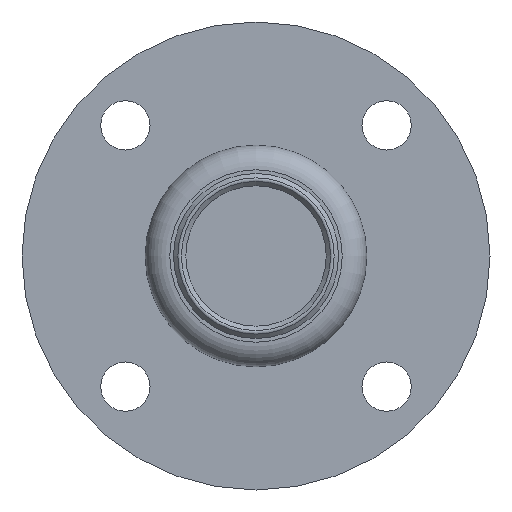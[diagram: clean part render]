
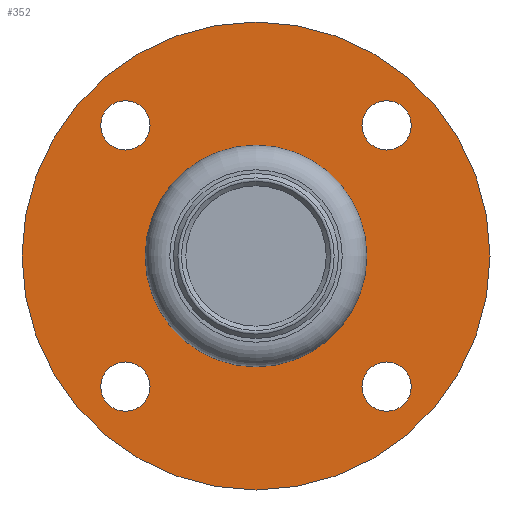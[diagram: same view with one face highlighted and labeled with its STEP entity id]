
A CAD part, front view. The second image highlights one B-rep face of the part: STEP entity #352.
In plain terms, the highlighted planar face has unit normal (0, -1, 0).
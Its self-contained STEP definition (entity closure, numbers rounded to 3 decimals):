
#227=CARTESIAN_POINT('',(-19.937,0.,8.386));
#228=DIRECTION('',(0.,1.,0.));
#229=DIRECTION('',(0.,0.,1.));
#230=AXIS2_PLACEMENT_3D('',#227,#228,#229);
#231=PLANE('',#230);
#232=CARTESIAN_POINT('',(-25.241,0.,4.083));
#233=VERTEX_POINT('',#232);
#234=CARTESIAN_POINT('',(-25.241,0.,2.083));
#235=VERTEX_POINT('',#234);
#236=CARTESIAN_POINT('',(-25.241,0.,3.083));
#237=DIRECTION('',(0.,1.,0.));
#238=DIRECTION('',(0.,-0.,1.));
#239=AXIS2_PLACEMENT_3D('',#236,#237,#238);
#240=CIRCLE('',#239,1.);
#241=EDGE_CURVE('',#233,#235,#240,.T.);
#242=ORIENTED_EDGE('',*,*,#241,.T.);
#243=CARTESIAN_POINT('',(-25.241,0.,3.083));
#244=DIRECTION('',(0.,1.,0.));
#245=DIRECTION('',(0.,-0.,1.));
#246=AXIS2_PLACEMENT_3D('',#243,#244,#245);
#247=CIRCLE('',#246,1.);
#248=EDGE_CURVE('',#235,#233,#247,.T.);
#249=ORIENTED_EDGE('',*,*,#248,.T.);
#250=EDGE_LOOP('',(#242,#249));
#251=FACE_BOUND('',#250,.T.);
#252=CARTESIAN_POINT('',(-14.634,0.,14.689));
#253=VERTEX_POINT('',#252);
#254=CARTESIAN_POINT('',(-14.634,0.,12.689));
#255=VERTEX_POINT('',#254);
#256=CARTESIAN_POINT('',(-14.634,0.,13.689));
#257=DIRECTION('',(0.,1.,0.));
#258=DIRECTION('',(0.,-0.,1.));
#259=AXIS2_PLACEMENT_3D('',#256,#257,#258);
#260=CIRCLE('',#259,1.);
#261=EDGE_CURVE('',#253,#255,#260,.T.);
#262=ORIENTED_EDGE('',*,*,#261,.T.);
#263=CARTESIAN_POINT('',(-14.634,0.,13.689));
#264=DIRECTION('',(0.,1.,0.));
#265=DIRECTION('',(0.,-0.,1.));
#266=AXIS2_PLACEMENT_3D('',#263,#264,#265);
#267=CIRCLE('',#266,1.);
#268=EDGE_CURVE('',#255,#253,#267,.T.);
#269=ORIENTED_EDGE('',*,*,#268,.T.);
#270=EDGE_LOOP('',(#262,#269));
#271=FACE_BOUND('',#270,.T.);
#272=CARTESIAN_POINT('',(-19.937,0.,-1.114));
#273=VERTEX_POINT('',#272);
#274=CARTESIAN_POINT('',(-19.937,0.,17.886));
#275=VERTEX_POINT('',#274);
#276=CARTESIAN_POINT('',(-19.937,0.,8.386));
#277=DIRECTION('',(0.,1.,0.));
#278=DIRECTION('',(0.,-0.,1.));
#279=AXIS2_PLACEMENT_3D('',#276,#277,#278);
#280=CIRCLE('',#279,9.5);
#281=EDGE_CURVE('',#273,#275,#280,.T.);
#282=ORIENTED_EDGE('',*,*,#281,.F.);
#283=CARTESIAN_POINT('',(-19.937,0.,8.386));
#284=DIRECTION('',(0.,1.,0.));
#285=DIRECTION('',(0.,-0.,1.));
#286=AXIS2_PLACEMENT_3D('',#283,#284,#285);
#287=CIRCLE('',#286,9.5);
#288=EDGE_CURVE('',#275,#273,#287,.T.);
#289=ORIENTED_EDGE('',*,*,#288,.F.);
#290=EDGE_LOOP('',(#282,#289));
#291=FACE_BOUND('',#290,.T.);
#292=CARTESIAN_POINT('',(-14.634,0.,4.083));
#293=VERTEX_POINT('',#292);
#294=CARTESIAN_POINT('',(-14.634,0.,2.083));
#295=VERTEX_POINT('',#294);
#296=CARTESIAN_POINT('',(-14.634,0.,3.083));
#297=DIRECTION('',(0.,1.,0.));
#298=DIRECTION('',(0.,-0.,1.));
#299=AXIS2_PLACEMENT_3D('',#296,#297,#298);
#300=CIRCLE('',#299,1.);
#301=EDGE_CURVE('',#293,#295,#300,.T.);
#302=ORIENTED_EDGE('',*,*,#301,.T.);
#303=CARTESIAN_POINT('',(-14.634,0.,3.083));
#304=DIRECTION('',(0.,1.,0.));
#305=DIRECTION('',(0.,-0.,1.));
#306=AXIS2_PLACEMENT_3D('',#303,#304,#305);
#307=CIRCLE('',#306,1.);
#308=EDGE_CURVE('',#295,#293,#307,.T.);
#309=ORIENTED_EDGE('',*,*,#308,.T.);
#310=EDGE_LOOP('',(#302,#309));
#311=FACE_BOUND('',#310,.T.);
#312=CARTESIAN_POINT('',(-25.241,0.,14.689));
#313=VERTEX_POINT('',#312);
#314=CARTESIAN_POINT('',(-25.241,0.,12.689));
#315=VERTEX_POINT('',#314);
#316=CARTESIAN_POINT('',(-25.241,0.,13.689));
#317=DIRECTION('',(0.,1.,0.));
#318=DIRECTION('',(0.,-0.,1.));
#319=AXIS2_PLACEMENT_3D('',#316,#317,#318);
#320=CIRCLE('',#319,1.);
#321=EDGE_CURVE('',#313,#315,#320,.T.);
#322=ORIENTED_EDGE('',*,*,#321,.T.);
#323=CARTESIAN_POINT('',(-25.241,0.,13.689));
#324=DIRECTION('',(0.,1.,0.));
#325=DIRECTION('',(0.,-0.,1.));
#326=AXIS2_PLACEMENT_3D('',#323,#324,#325);
#327=CIRCLE('',#326,1.);
#328=EDGE_CURVE('',#315,#313,#327,.T.);
#329=ORIENTED_EDGE('',*,*,#328,.T.);
#330=EDGE_LOOP('',(#322,#329));
#331=FACE_BOUND('',#330,.T.);
#332=CARTESIAN_POINT('',(-19.937,0.,3.886));
#333=VERTEX_POINT('',#332);
#334=CARTESIAN_POINT('',(-19.937,0.,12.886));
#335=VERTEX_POINT('',#334);
#336=CARTESIAN_POINT('',(-19.937,0.,8.386));
#337=DIRECTION('',(-0.,-1.,-0.));
#338=DIRECTION('',(0.,-0.,1.));
#339=AXIS2_PLACEMENT_3D('',#336,#337,#338);
#340=CIRCLE('',#339,4.5);
#341=EDGE_CURVE('',#333,#335,#340,.T.);
#342=ORIENTED_EDGE('',*,*,#341,.F.);
#343=CARTESIAN_POINT('',(-19.937,0.,8.386));
#344=DIRECTION('',(-0.,-1.,-0.));
#345=DIRECTION('',(0.,-0.,1.));
#346=AXIS2_PLACEMENT_3D('',#343,#344,#345);
#347=CIRCLE('',#346,4.5);
#348=EDGE_CURVE('',#335,#333,#347,.T.);
#349=ORIENTED_EDGE('',*,*,#348,.F.);
#350=EDGE_LOOP('',(#342,#349));
#351=FACE_BOUND('',#350,.T.);
#352=ADVANCED_FACE('',(#251,#271,#291,#311,#331,#351),#231,.F.);
